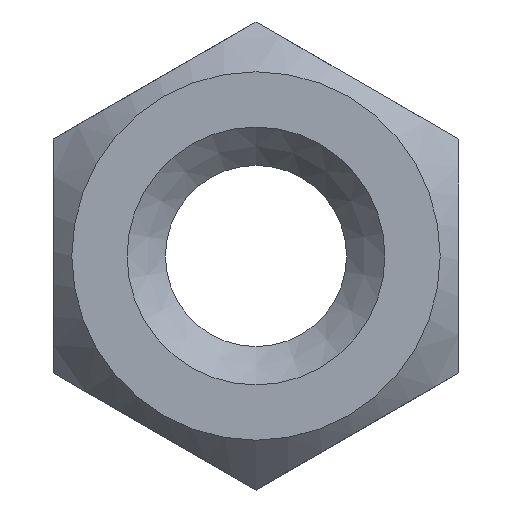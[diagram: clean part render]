
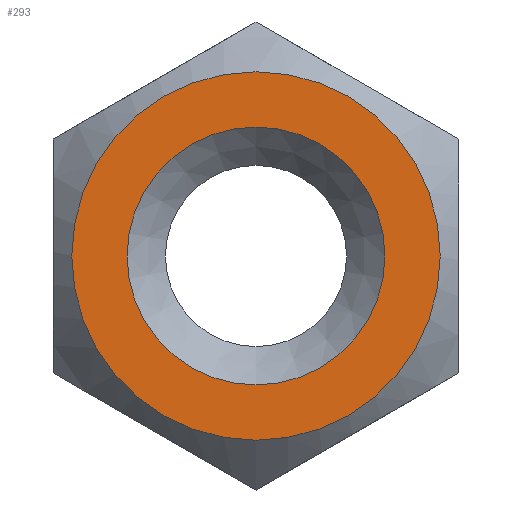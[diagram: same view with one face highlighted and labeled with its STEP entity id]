
A CAD part, left-side view. The second image highlights one B-rep face of the part: STEP entity #293.
In plain terms, the highlighted planar face has unit normal (-1, 0, 0).
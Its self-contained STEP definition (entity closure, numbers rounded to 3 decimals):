
#54=PLANE('',#313);
#82=ORIENTED_EDGE('',*,*,#124,.F.);
#83=ORIENTED_EDGE('',*,*,#125,.T.);
#124=EDGE_CURVE('',#142,#142,#148,.T.);
#125=EDGE_CURVE('',#143,#143,#149,.T.);
#142=VERTEX_POINT('',#461);
#143=VERTEX_POINT('',#463);
#148=CIRCLE('',#314,1.75);
#149=CIRCLE('',#315,2.5);
#160=EDGE_LOOP('',(#82));
#161=EDGE_LOOP('',(#83));
#180=FACE_BOUND('',#160,.T.);
#181=FACE_BOUND('',#161,.T.);
#293=ADVANCED_FACE('',(#180,#181),#54,.F.);
#313=AXIS2_PLACEMENT_3D('',#459,#349,#350);
#314=AXIS2_PLACEMENT_3D('',#460,#351,#352);
#315=AXIS2_PLACEMENT_3D('',#462,#353,#354);
#349=DIRECTION('',(1.,0.,0.));
#350=DIRECTION('',(0.,0.,-1.));
#351=DIRECTION('',(-1.,0.,0.));
#352=DIRECTION('',(0.,0.,1.));
#353=DIRECTION('',(-1.,0.,0.));
#354=DIRECTION('',(0.,0.,1.));
#459=CARTESIAN_POINT('',(-6.,0.,0.));
#460=CARTESIAN_POINT('',(-6.,0.,0.));
#461=CARTESIAN_POINT('',(-6.,0.,1.75));
#462=CARTESIAN_POINT('',(-6.,0.,0.));
#463=CARTESIAN_POINT('',(-6.,0.,2.5));
